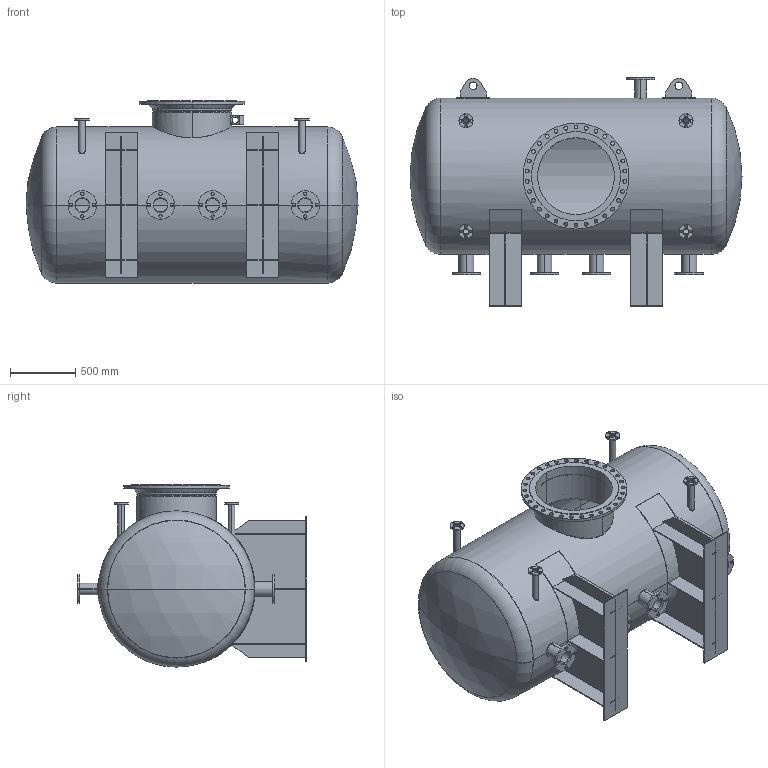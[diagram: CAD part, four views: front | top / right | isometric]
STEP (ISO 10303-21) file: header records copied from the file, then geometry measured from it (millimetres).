
FILE_DESCRIPTION (( 'STEP AP203' ), '1' );
FILE_NAME ('pressure_vessel.STEP', '2025-04-26T03:12:27', ( '' ), ( '' ), 'SwSTEP 2.0', 'SolidWorks 2023', '' );
FILE_SCHEMA (( 'CONFIG_CONTROL_DESIGN' ));
Length unit declared in the file: millimetre
Products named in the file (1): pressure_vessel
Bounding box: 2550.13 x 1756.5 x 1400.3 mm (x, y, z)
Volume: 88435080.4 mm3; surface area: 28411989.9 mm2
Topology: 15 solids, 15 shells, 446 faces, 1166 edges, 766 vertices
Faces by surface type: cylinder 262, plane 162, sphere 8, torus 8, cone 6
Entity records: 16961 total; most frequent: CARTESIAN_POINT 5159, DIRECTION 2538, ORIENTED_EDGE 2332, EDGE_CURVE 1166, AXIS2_PLACEMENT_3D 985, VERTEX_POINT 766, EDGE_LOOP 640, LINE 568
